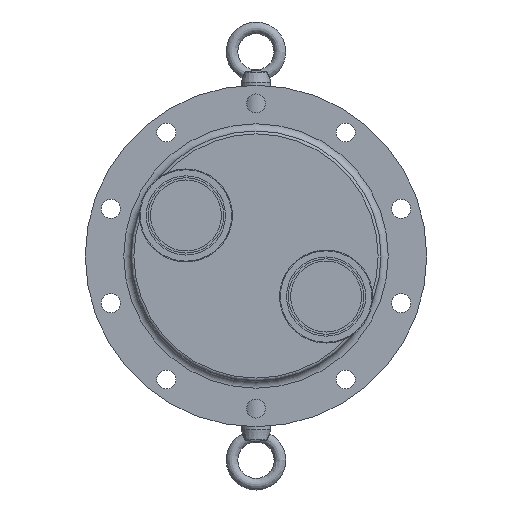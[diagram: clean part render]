
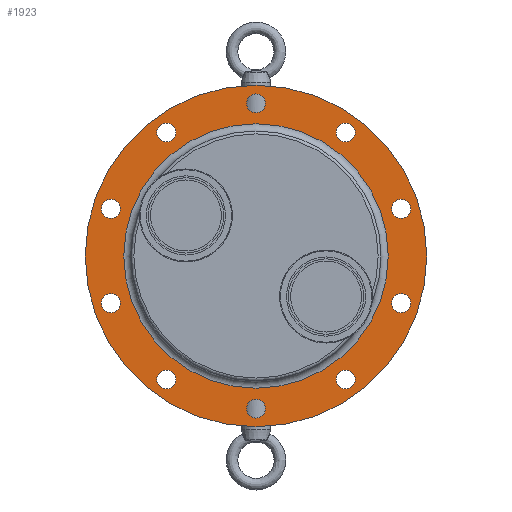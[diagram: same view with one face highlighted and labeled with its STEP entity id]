
A CAD part, left-side view. The second image highlights one B-rep face of the part: STEP entity #1923.
In plain terms, the highlighted planar face has unit normal (-1, 0, 0).
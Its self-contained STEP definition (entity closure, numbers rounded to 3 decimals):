
#59=FACE_BOUND('',#580,.T.);
#60=FACE_BOUND('',#581,.T.);
#61=FACE_BOUND('',#582,.T.);
#62=FACE_BOUND('',#583,.T.);
#63=FACE_BOUND('',#584,.T.);
#64=FACE_BOUND('',#585,.T.);
#65=FACE_BOUND('',#586,.T.);
#66=FACE_BOUND('',#587,.T.);
#67=FACE_BOUND('',#588,.T.);
#68=FACE_BOUND('',#589,.T.);
#69=FACE_BOUND('',#590,.T.);
#146=PLANE('',#2211);
#456=FACE_OUTER_BOUND('',#579,.T.);
#579=EDGE_LOOP('',(#1707));
#580=EDGE_LOOP('',(#1708));
#581=EDGE_LOOP('',(#1709));
#582=EDGE_LOOP('',(#1710));
#583=EDGE_LOOP('',(#1711));
#584=EDGE_LOOP('',(#1712));
#585=EDGE_LOOP('',(#1713));
#586=EDGE_LOOP('',(#1714));
#587=EDGE_LOOP('',(#1715));
#588=EDGE_LOOP('',(#1716));
#589=EDGE_LOOP('',(#1717));
#590=EDGE_LOOP('',(#1718));
#757=CIRCLE('',#2094,6.5);
#761=CIRCLE('',#2100,6.5);
#765=CIRCLE('',#2106,6.5);
#769=CIRCLE('',#2112,6.5);
#773=CIRCLE('',#2118,6.5);
#777=CIRCLE('',#2124,6.5);
#781=CIRCLE('',#2130,6.5);
#785=CIRCLE('',#2136,6.5);
#789=CIRCLE('',#2142,6.5);
#793=CIRCLE('',#2148,6.5);
#834=CIRCLE('',#2210,91.);
#835=CIRCLE('',#2212,117.5);
#936=VERTEX_POINT('',#3582);
#940=VERTEX_POINT('',#3594);
#944=VERTEX_POINT('',#3606);
#948=VERTEX_POINT('',#3618);
#952=VERTEX_POINT('',#3630);
#956=VERTEX_POINT('',#3642);
#960=VERTEX_POINT('',#3654);
#964=VERTEX_POINT('',#3666);
#968=VERTEX_POINT('',#3678);
#972=VERTEX_POINT('',#3690);
#1010=VERTEX_POINT('',#3872);
#1011=VERTEX_POINT('',#3876);
#1160=EDGE_CURVE('',#936,#936,#757,.T.);
#1166=EDGE_CURVE('',#940,#940,#761,.T.);
#1172=EDGE_CURVE('',#944,#944,#765,.T.);
#1178=EDGE_CURVE('',#948,#948,#769,.T.);
#1184=EDGE_CURVE('',#952,#952,#773,.T.);
#1190=EDGE_CURVE('',#956,#956,#777,.T.);
#1196=EDGE_CURVE('',#960,#960,#781,.T.);
#1202=EDGE_CURVE('',#964,#964,#785,.T.);
#1208=EDGE_CURVE('',#968,#968,#789,.T.);
#1214=EDGE_CURVE('',#972,#972,#793,.T.);
#1270=EDGE_CURVE('',#1010,#1010,#834,.T.);
#1271=EDGE_CURVE('',#1011,#1011,#835,.T.);
#1707=ORIENTED_EDGE('',*,*,#1271,.F.);
#1708=ORIENTED_EDGE('',*,*,#1160,.T.);
#1709=ORIENTED_EDGE('',*,*,#1166,.T.);
#1710=ORIENTED_EDGE('',*,*,#1172,.T.);
#1711=ORIENTED_EDGE('',*,*,#1178,.T.);
#1712=ORIENTED_EDGE('',*,*,#1184,.T.);
#1713=ORIENTED_EDGE('',*,*,#1190,.T.);
#1714=ORIENTED_EDGE('',*,*,#1196,.T.);
#1715=ORIENTED_EDGE('',*,*,#1202,.T.);
#1716=ORIENTED_EDGE('',*,*,#1208,.T.);
#1717=ORIENTED_EDGE('',*,*,#1214,.T.);
#1718=ORIENTED_EDGE('',*,*,#1270,.T.);
#1923=ADVANCED_FACE('',(#456,#59,#60,#61,#62,#63,#64,#65,#66,#67,#68,#69),
#146,.T.);
#2094=AXIS2_PLACEMENT_3D('',#3583,#2539,#2540);
#2100=AXIS2_PLACEMENT_3D('',#3595,#2553,#2554);
#2106=AXIS2_PLACEMENT_3D('',#3607,#2567,#2568);
#2112=AXIS2_PLACEMENT_3D('',#3619,#2581,#2582);
#2118=AXIS2_PLACEMENT_3D('',#3631,#2595,#2596);
#2124=AXIS2_PLACEMENT_3D('',#3643,#2609,#2610);
#2130=AXIS2_PLACEMENT_3D('',#3655,#2623,#2624);
#2136=AXIS2_PLACEMENT_3D('',#3667,#2637,#2638);
#2142=AXIS2_PLACEMENT_3D('',#3679,#2651,#2652);
#2148=AXIS2_PLACEMENT_3D('',#3691,#2665,#2666);
#2210=AXIS2_PLACEMENT_3D('',#3874,#2800,#2801);
#2211=AXIS2_PLACEMENT_3D('',#3875,#2802,#2803);
#2212=AXIS2_PLACEMENT_3D('',#3877,#2804,#2805);
#2539=DIRECTION('center_axis',(1.,0.,0.));
#2540=DIRECTION('ref_axis',(0.,0.,1.));
#2553=DIRECTION('center_axis',(1.,0.,0.));
#2554=DIRECTION('ref_axis',(0.,0.,1.));
#2567=DIRECTION('center_axis',(1.,0.,0.));
#2568=DIRECTION('ref_axis',(0.,0.,1.));
#2581=DIRECTION('center_axis',(1.,0.,0.));
#2582=DIRECTION('ref_axis',(0.,0.,1.));
#2595=DIRECTION('center_axis',(1.,0.,0.));
#2596=DIRECTION('ref_axis',(0.,0.,1.));
#2609=DIRECTION('center_axis',(1.,0.,0.));
#2610=DIRECTION('ref_axis',(0.,0.,1.));
#2623=DIRECTION('center_axis',(1.,0.,0.));
#2624=DIRECTION('ref_axis',(0.,0.,1.));
#2637=DIRECTION('center_axis',(1.,0.,0.));
#2638=DIRECTION('ref_axis',(0.,0.,1.));
#2651=DIRECTION('center_axis',(1.,0.,0.));
#2652=DIRECTION('ref_axis',(0.,0.,1.));
#2665=DIRECTION('center_axis',(1.,0.,0.));
#2666=DIRECTION('ref_axis',(0.,0.,1.));
#2800=DIRECTION('center_axis',(1.,0.,0.));
#2801=DIRECTION('ref_axis',(0.,0.,-1.));
#2802=DIRECTION('center_axis',(-1.,0.,0.));
#2803=DIRECTION('ref_axis',(0.,0.,1.));
#2804=DIRECTION('center_axis',(1.,0.,0.));
#2805=DIRECTION('ref_axis',(0.,0.,-1.));
#3582=CARTESIAN_POINT('',(280.,0.,-111.5));
#3583=CARTESIAN_POINT('Origin',(280.,0.,-105.));
#3594=CARTESIAN_POINT('',(280.,99.861,-38.947));
#3595=CARTESIAN_POINT('Origin',(280.,99.861,-32.447));
#3606=CARTESIAN_POINT('',(280.,-99.861,-38.947));
#3607=CARTESIAN_POINT('Origin',(280.,-99.861,-32.447));
#3618=CARTESIAN_POINT('',(280.,61.717,78.447));
#3619=CARTESIAN_POINT('Origin',(280.,61.717,84.947));
#3630=CARTESIAN_POINT('',(280.,0.,98.5));
#3631=CARTESIAN_POINT('Origin',(280.,0.,105.));
#3642=CARTESIAN_POINT('',(280.,-61.717,-91.447));
#3643=CARTESIAN_POINT('Origin',(280.,-61.717,-84.947));
#3654=CARTESIAN_POINT('',(280.,61.717,-91.447));
#3655=CARTESIAN_POINT('Origin',(280.,61.717,-84.947));
#3666=CARTESIAN_POINT('',(280.,-99.861,25.947));
#3667=CARTESIAN_POINT('Origin',(280.,-99.861,32.447));
#3678=CARTESIAN_POINT('',(280.,99.861,25.947));
#3679=CARTESIAN_POINT('Origin',(280.,99.861,32.447));
#3690=CARTESIAN_POINT('',(280.,-61.717,78.447));
#3691=CARTESIAN_POINT('Origin',(280.,-61.717,84.947));
#3872=CARTESIAN_POINT('',(280.,0.,91.));
#3874=CARTESIAN_POINT('Origin',(280.,0.,0.));
#3875=CARTESIAN_POINT('Origin',(280.,117.5,0.));
#3876=CARTESIAN_POINT('',(280.,-117.5,0.));
#3877=CARTESIAN_POINT('Origin',(280.,0.,0.));
